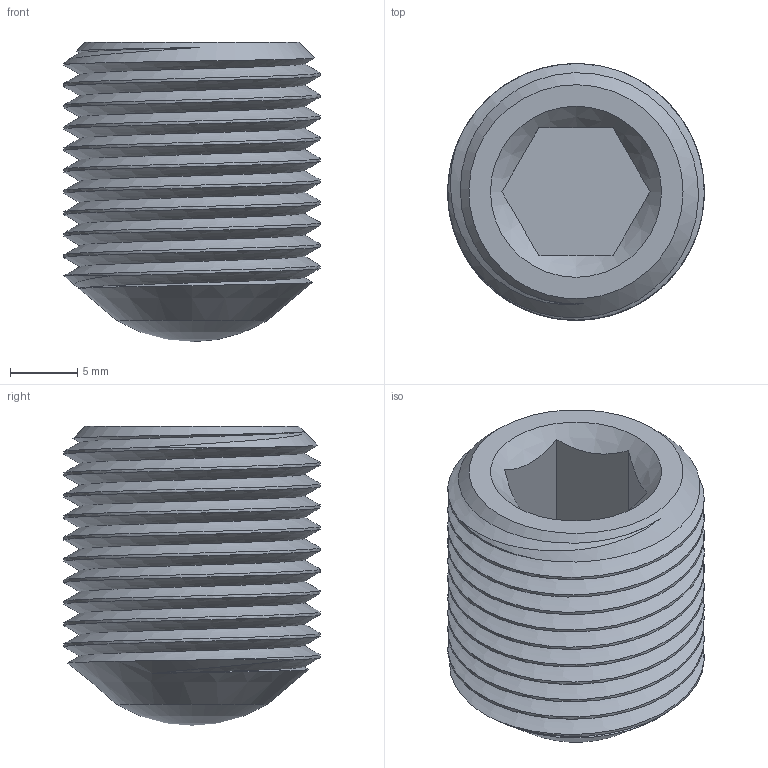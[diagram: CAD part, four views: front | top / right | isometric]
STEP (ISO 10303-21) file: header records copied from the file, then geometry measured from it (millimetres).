
FILE_DESCRIPTION(/* description */ (''),/* implementation_level */ '2;1');
FILE_NAME(/* name */ '14241.stp',/* time_stamp */ '2016-09-23T13:37:53-04:00',/* author */ ('cridley'),/* organization */ (''),/* preprocessor_version */ 'ST-DEVELOPER v15.6',/* originating_system */ 'Autodesk Inventor 2015',/* authorisation */ '');
FILE_SCHEMA (('AUTOMOTIVE_DESIGN { 1 0 10303 214 3 1 1 }'));
Length unit declared in the file: inch
Products named in the file (1): 14241
Bounding box: 19.05 x 19.05 x 22.23 mm (x, y, z)
Volume: 4288.8 mm3; surface area: 2645.8 mm2
Topology: 1 solids, 1 shells, 15 faces, 40 edges, 27 vertices
Faces by surface type: plane 8, cone 3, bspline 2, sphere 1, cylinder 1
Entity records: 2337 total; most frequent: CARTESIAN_POINT 2023, ORIENTED_EDGE 60, DIRECTION 50, EDGE_CURVE 30, VERTEX_POINT 21, EDGE_LOOP 19, AXIS2_PLACEMENT_3D 19, FACE_OUTER_BOUND 15
